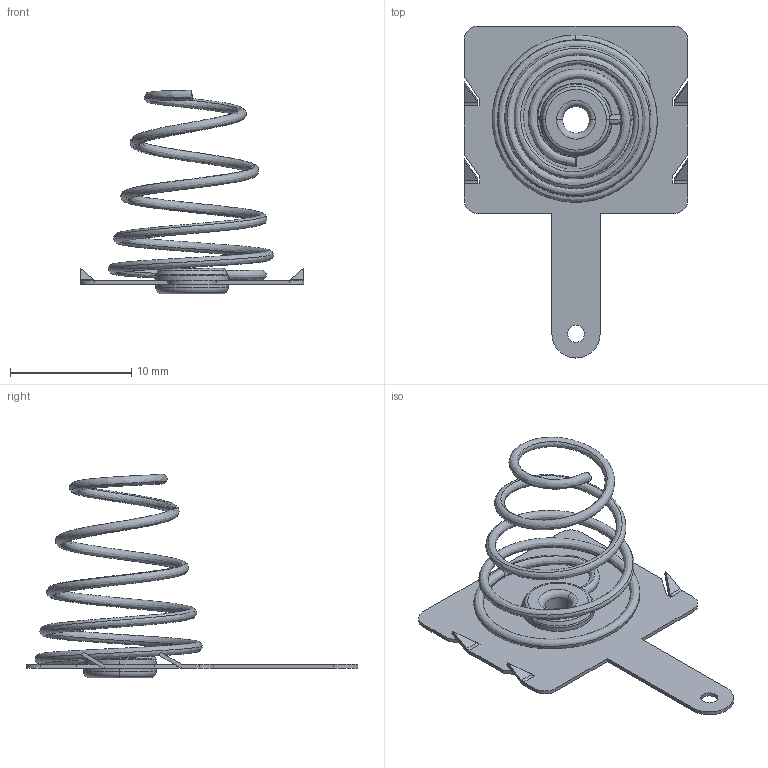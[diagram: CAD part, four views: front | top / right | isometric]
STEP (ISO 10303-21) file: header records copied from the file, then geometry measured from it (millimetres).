
FILE_DESCRIPTION (( 'STEP AP214' ), '1' );
FILE_NAME ('SN-T8-2.STEP', '2020-02-07T09:41:11', ( '' ), ( '' ), 'SwSTEP 2.0', 'SolidWorks 2017', '' );
FILE_SCHEMA (( 'AUTOMOTIVE_DESIGN' ));
Length unit declared in the file: millimetre
Products named in the file (1): SN-T8-2
Bounding box: 18.49 x 27.41 x 16.8 mm (x, y, z)
Volume: 219.4 mm3; surface area: 1126.8 mm2
Topology: 1 solids, 1 shells, 80 faces, 201 edges, 125 vertices
Faces by surface type: plane 44, cylinder 21, torus 9, bspline 4, cone 2
Entity records: 4991 total; most frequent: CARTESIAN_POINT 3015, DIRECTION 413, ORIENTED_EDGE 402, EDGE_CURVE 201, AXIS2_PLACEMENT_3D 145, VERTEX_POINT 125, VECTOR 123, LINE 123
